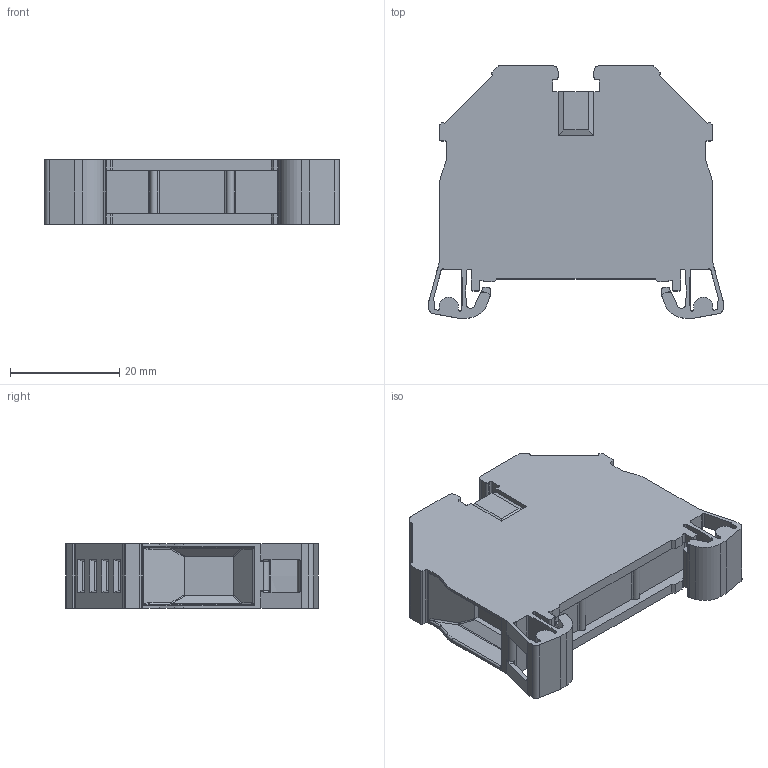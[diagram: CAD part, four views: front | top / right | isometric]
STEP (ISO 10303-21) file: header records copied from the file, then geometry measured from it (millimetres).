
FILE_DESCRIPTION(/* description */ (''),/* implementation_level */ '2;1');
FILE_NAME(/* name */ 'rk160nz_iso_210211info.stp',/* time_stamp */ '2011-02-21T07:23:55+01:00',/* author */ (''),/* organization */ (''),/* preprocessor_version */ 'ST-DEVELOPER v11',/* originating_system */ 'SIEMENS UGS NX 6.0',/* authorisation */ '');
FILE_SCHEMA (('CONFIG_CONTROL_DESIGN'));
Length unit declared in the file: millimetre
Products named in the file (1): rk160nz_iso_210211info
Bounding box: 54 x 46.3 x 11.9 mm (x, y, z)
Volume: 18775 mm3; surface area: 8257.1 mm2
Topology: 1 solids, 3 shells, 458 faces, 1246 edges, 794 vertices
Faces by surface type: plane 256, cylinder 164, bspline 16, torus 16, sphere 4, cone 2
Full cylindrical faces by diameter (mm): 6.3 x2
Entity records: 15152 total; most frequent: CARTESIAN_POINT 3535, ORIENTED_EDGE 2468, DIRECTION 2348, EDGE_CURVE 1234, LINE 842, VECTOR 842, VERTEX_POINT 792, AXIS2_PLACEMENT_3D 753
